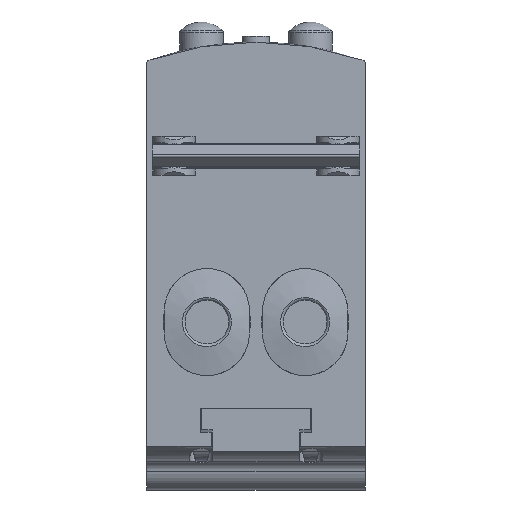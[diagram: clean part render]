
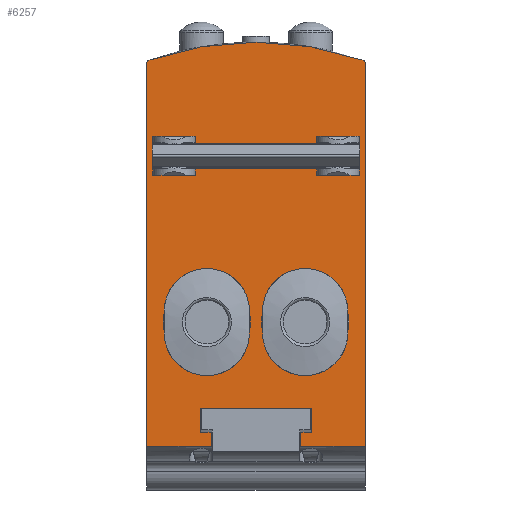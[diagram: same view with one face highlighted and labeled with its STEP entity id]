
A CAD part, front view. The second image highlights one B-rep face of the part: STEP entity #6257.
In plain terms, the highlighted planar face has unit normal (0, -1, 0).
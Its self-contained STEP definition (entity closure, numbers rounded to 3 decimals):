
#71=PLANE('',#6604);
#293=LINE('',#8472,#750);
#294=LINE('',#8512,#751);
#295=LINE('',#8517,#752);
#296=LINE('',#8525,#753);
#298=LINE('',#8564,#755);
#300=LINE('',#8567,#757);
#301=LINE('',#8576,#758);
#302=LINE('',#8616,#759);
#303=LINE('',#8621,#760);
#304=LINE('',#8629,#761);
#306=LINE('',#8668,#763);
#308=LINE('',#8671,#765);
#336=LINE('',#8855,#793);
#344=LINE('',#8871,#801);
#347=LINE('',#8877,#804);
#348=LINE('',#8878,#805);
#349=LINE('',#8879,#806);
#350=LINE('',#8880,#807);
#351=LINE('',#8881,#808);
#352=LINE('',#8884,#809);
#353=LINE('',#8889,#810);
#354=LINE('',#8891,#811);
#355=LINE('',#8893,#812);
#356=LINE('',#8895,#813);
#357=LINE('',#8897,#814);
#358=LINE('',#8898,#815);
#359=LINE('',#8899,#816);
#360=LINE('',#8901,#817);
#361=LINE('',#8903,#818);
#750=VECTOR('',#7038,1000.);
#751=VECTOR('',#7047,1000.);
#752=VECTOR('',#7052,1000.);
#753=VECTOR('',#7059,1000.);
#755=VECTOR('',#7069,1000.);
#757=VECTOR('',#7073,1000.);
#758=VECTOR('',#7082,1000.);
#759=VECTOR('',#7091,1000.);
#760=VECTOR('',#7096,1000.);
#761=VECTOR('',#7103,1000.);
#763=VECTOR('',#7113,1000.);
#765=VECTOR('',#7117,1000.);
#793=VECTOR('',#7201,1000.);
#801=VECTOR('',#7209,1000.);
#804=VECTOR('',#7214,1000.);
#805=VECTOR('',#7215,1000.);
#806=VECTOR('',#7216,1000.);
#807=VECTOR('',#7217,1000.);
#808=VECTOR('',#7218,1000.);
#809=VECTOR('',#7219,1000.);
#810=VECTOR('',#7224,1000.);
#811=VECTOR('',#7225,1000.);
#812=VECTOR('',#7226,1000.);
#813=VECTOR('',#7227,1000.);
#814=VECTOR('',#7228,1000.);
#815=VECTOR('',#7229,1000.);
#816=VECTOR('',#7230,1000.);
#817=VECTOR('',#7231,1000.);
#818=VECTOR('',#7232,1000.);
#1364=ORIENTED_EDGE('',*,*,#2648,.F.);
#1365=ORIENTED_EDGE('',*,*,#2678,.F.);
#1366=ORIENTED_EDGE('',*,*,#2659,.F.);
#1367=ORIENTED_EDGE('',*,*,#2778,.F.);
#1368=ORIENTED_EDGE('',*,*,#2682,.F.);
#1369=ORIENTED_EDGE('',*,*,#2712,.F.);
#1370=ORIENTED_EDGE('',*,*,#2693,.F.);
#1371=ORIENTED_EDGE('',*,*,#2779,.F.);
#1372=ORIENTED_EDGE('',*,*,#2661,.F.);
#1373=ORIENTED_EDGE('',*,*,#2780,.T.);
#1374=ORIENTED_EDGE('',*,*,#2665,.F.);
#1375=ORIENTED_EDGE('',*,*,#2676,.T.);
#1376=ORIENTED_EDGE('',*,*,#2695,.F.);
#1377=ORIENTED_EDGE('',*,*,#2781,.T.);
#1378=ORIENTED_EDGE('',*,*,#2699,.F.);
#1379=ORIENTED_EDGE('',*,*,#2710,.T.);
#1380=ORIENTED_EDGE('',*,*,#2782,.F.);
#1381=ORIENTED_EDGE('',*,*,#2783,.F.);
#1382=ORIENTED_EDGE('',*,*,#2784,.F.);
#1383=ORIENTED_EDGE('',*,*,#2716,.F.);
#1384=ORIENTED_EDGE('',*,*,#2785,.F.);
#1385=ORIENTED_EDGE('',*,*,#2786,.T.);
#1386=ORIENTED_EDGE('',*,*,#2787,.F.);
#1387=ORIENTED_EDGE('',*,*,#2788,.T.);
#1388=ORIENTED_EDGE('',*,*,#2789,.T.);
#1389=ORIENTED_EDGE('',*,*,#2790,.T.);
#1390=ORIENTED_EDGE('',*,*,#2767,.T.);
#1391=ORIENTED_EDGE('',*,*,#2791,.T.);
#1392=ORIENTED_EDGE('',*,*,#2775,.T.);
#1393=ORIENTED_EDGE('',*,*,#2792,.T.);
#1394=ORIENTED_EDGE('',*,*,#2793,.T.);
#1395=ORIENTED_EDGE('',*,*,#2794,.T.);
#1396=ORIENTED_EDGE('',*,*,#2795,.F.);
#1397=ORIENTED_EDGE('',*,*,#2796,.F.);
#2648=EDGE_CURVE('',#3361,#3362,#293,.F.);
#2659=EDGE_CURVE('',#3372,#3358,#294,.T.);
#2661=EDGE_CURVE('',#3373,#3375,#295,.F.);
#2665=EDGE_CURVE('',#3378,#3379,#296,.T.);
#2676=EDGE_CURVE('',#3378,#3375,#298,.T.);
#2678=EDGE_CURVE('',#3358,#3361,#300,.T.);
#2682=EDGE_CURVE('',#3391,#3392,#301,.F.);
#2693=EDGE_CURVE('',#3402,#3388,#302,.T.);
#2695=EDGE_CURVE('',#3403,#3405,#303,.F.);
#2699=EDGE_CURVE('',#3408,#3409,#304,.T.);
#2710=EDGE_CURVE('',#3408,#3405,#306,.T.);
#2712=EDGE_CURVE('',#3388,#3391,#308,.T.);
#2716=EDGE_CURVE('',#3421,#3422,#3880,.T.);
#2767=EDGE_CURVE('',#3469,#3468,#336,.T.);
#2775=EDGE_CURVE('',#3477,#3476,#344,.T.);
#2778=EDGE_CURVE('',#3362,#3372,#347,.T.);
#2779=EDGE_CURVE('',#3392,#3402,#348,.T.);
#2780=EDGE_CURVE('',#3373,#3379,#349,.T.);
#2781=EDGE_CURVE('',#3403,#3409,#350,.T.);
#2782=EDGE_CURVE('',#3479,#3480,#351,.T.);
#2783=EDGE_CURVE('',#3481,#3479,#352,.T.);
#2784=EDGE_CURVE('',#3422,#3481,#3894,.T.);
#2785=EDGE_CURVE('',#3482,#3421,#3895,.T.);
#2786=EDGE_CURVE('',#3482,#3483,#353,.T.);
#2787=EDGE_CURVE('',#3484,#3483,#354,.T.);
#2788=EDGE_CURVE('',#3484,#3485,#355,.T.);
#2789=EDGE_CURVE('',#3485,#3486,#356,.T.);
#2790=EDGE_CURVE('',#3486,#3469,#357,.T.);
#2791=EDGE_CURVE('',#3468,#3477,#358,.T.);
#2792=EDGE_CURVE('',#3476,#3487,#359,.T.);
#2793=EDGE_CURVE('',#3487,#3488,#360,.T.);
#2794=EDGE_CURVE('',#3488,#3480,#361,.T.);
#2795=EDGE_CURVE('',#3489,#3489,#3896,.F.);
#2796=EDGE_CURVE('',#3490,#3490,#3897,.F.);
#3358=VERTEX_POINT('',#8466);
#3361=VERTEX_POINT('',#8471);
#3362=VERTEX_POINT('',#8473);
#3372=VERTEX_POINT('',#8511);
#3373=VERTEX_POINT('',#8515);
#3375=VERTEX_POINT('',#8518);
#3378=VERTEX_POINT('',#8524);
#3379=VERTEX_POINT('',#8526);
#3388=VERTEX_POINT('',#8570);
#3391=VERTEX_POINT('',#8575);
#3392=VERTEX_POINT('',#8577);
#3402=VERTEX_POINT('',#8615);
#3403=VERTEX_POINT('',#8619);
#3405=VERTEX_POINT('',#8622);
#3408=VERTEX_POINT('',#8628);
#3409=VERTEX_POINT('',#8630);
#3421=VERTEX_POINT('',#8691);
#3422=VERTEX_POINT('',#8692);
#3468=VERTEX_POINT('',#8854);
#3469=VERTEX_POINT('',#8856);
#3476=VERTEX_POINT('',#8870);
#3477=VERTEX_POINT('',#8872);
#3479=VERTEX_POINT('',#8882);
#3480=VERTEX_POINT('',#8883);
#3481=VERTEX_POINT('',#8885);
#3482=VERTEX_POINT('',#8888);
#3483=VERTEX_POINT('',#8890);
#3484=VERTEX_POINT('',#8892);
#3485=VERTEX_POINT('',#8894);
#3486=VERTEX_POINT('',#8896);
#3487=VERTEX_POINT('',#8900);
#3488=VERTEX_POINT('',#8902);
#3489=VERTEX_POINT('',#8905);
#3490=VERTEX_POINT('',#8907);
#3880=CIRCLE('',#6580,30.);
#3894=CIRCLE('',#6605,0.3);
#3895=CIRCLE('',#6606,0.3);
#3896=CIRCLE('',#6607,4.);
#3897=CIRCLE('',#6608,4.);
#4069=EDGE_LOOP('',(#1364,#1365,#1366,#1367));
#4070=EDGE_LOOP('',(#1368,#1369,#1370,#1371));
#4071=EDGE_LOOP('',(#1372,#1373,#1374,#1375));
#4072=EDGE_LOOP('',(#1376,#1377,#1378,#1379));
#4073=EDGE_LOOP('',(#1380,#1381,#1382,#1383,#1384,#1385,#1386,#1387,#1388,
#1389,#1390,#1391,#1392,#1393,#1394,#1395));
#4074=EDGE_LOOP('',(#1396));
#4075=EDGE_LOOP('',(#1397));
#4434=FACE_BOUND('',#4069,.T.);
#4435=FACE_BOUND('',#4070,.T.);
#4436=FACE_BOUND('',#4071,.T.);
#4437=FACE_BOUND('',#4072,.T.);
#4438=FACE_BOUND('',#4073,.T.);
#4439=FACE_BOUND('',#4074,.T.);
#4440=FACE_BOUND('',#4075,.T.);
#6257=ADVANCED_FACE('',(#4434,#4435,#4436,#4437,#4438,#4439,#4440),#71,
 .F.);
#6580=AXIS2_PLACEMENT_3D('',#8690,#7126,#7127);
#6604=AXIS2_PLACEMENT_3D('',#8876,#7212,#7213);
#6605=AXIS2_PLACEMENT_3D('',#8886,#7220,#7221);
#6606=AXIS2_PLACEMENT_3D('',#8887,#7222,#7223);
#6607=AXIS2_PLACEMENT_3D('',#8904,#7233,#7234);
#6608=AXIS2_PLACEMENT_3D('',#8906,#7235,#7236);
#7038=DIRECTION('',(0.,0.,-1.));
#7047=DIRECTION('',(0.,0.,-1.));
#7052=DIRECTION('',(0.,0.,-1.));
#7059=DIRECTION('',(0.,0.,-1.));
#7069=DIRECTION('',(1.,0.,0.));
#7073=DIRECTION('',(1.,0.,0.));
#7082=DIRECTION('',(0.,0.,-1.));
#7091=DIRECTION('',(0.,0.,-1.));
#7096=DIRECTION('',(0.,0.,-1.));
#7103=DIRECTION('',(0.,0.,-1.));
#7113=DIRECTION('',(1.,0.,0.));
#7117=DIRECTION('',(1.,0.,0.));
#7126=DIRECTION('',(0.,1.,0.));
#7127=DIRECTION('',(1.,0.,0.));
#7201=DIRECTION('',(1.,0.,0.));
#7209=DIRECTION('',(1.,0.,0.));
#7212=DIRECTION('',(0.,1.,0.));
#7213=DIRECTION('',(0.,0.,1.));
#7214=DIRECTION('',(-1.,0.,0.));
#7215=DIRECTION('',(-1.,0.,0.));
#7216=DIRECTION('',(-1.,0.,0.));
#7217=DIRECTION('',(-1.,0.,0.));
#7218=DIRECTION('',(-1.,0.,0.));
#7219=DIRECTION('',(0.,0.,-1.));
#7220=DIRECTION('',(0.,1.,0.));
#7221=DIRECTION('',(1.,0.,0.));
#7222=DIRECTION('',(0.,1.,0.));
#7223=DIRECTION('',(1.,0.,0.));
#7224=DIRECTION('',(0.,0.,-1.));
#7225=DIRECTION('',(-1.,0.,0.));
#7226=DIRECTION('',(0.,0.,1.));
#7227=DIRECTION('',(-1.,0.,0.));
#7228=DIRECTION('',(0.,0.,1.));
#7229=DIRECTION('',(1.,0.,0.));
#7230=DIRECTION('',(0.,0.,-1.));
#7231=DIRECTION('',(-1.,0.,0.));
#7232=DIRECTION('',(0.,0.,-1.));
#7233=DIRECTION('',(0.,1.,0.));
#7234=DIRECTION('',(0.,0.,1.));
#7235=DIRECTION('',(0.,1.,0.));
#7236=DIRECTION('',(0.,0.,1.));
#8466=CARTESIAN_POINT('',(5.564,0.,24.8));
#8471=CARTESIAN_POINT('',(9.436,0.,24.8));
#8472=CARTESIAN_POINT('',(9.436,0.,28.4));
#8473=CARTESIAN_POINT('',(9.436,0.,25.4));
#8511=CARTESIAN_POINT('',(5.564,0.,25.4));
#8512=CARTESIAN_POINT('',(5.564,0.,28.4));
#8515=CARTESIAN_POINT('',(9.436,0.,27.8));
#8517=CARTESIAN_POINT('',(9.436,0.,28.4));
#8518=CARTESIAN_POINT('',(9.436,0.,28.4));
#8524=CARTESIAN_POINT('',(5.564,0.,28.4));
#8525=CARTESIAN_POINT('',(5.564,0.,28.4));
#8526=CARTESIAN_POINT('',(5.564,0.,27.8));
#8564=CARTESIAN_POINT('',(10.,0.,28.4));
#8567=CARTESIAN_POINT('',(10.,0.,24.8));
#8570=CARTESIAN_POINT('',(-9.436,0.,24.8));
#8575=CARTESIAN_POINT('',(-5.564,0.,24.8));
#8576=CARTESIAN_POINT('',(-5.564,0.,28.4));
#8577=CARTESIAN_POINT('',(-5.564,0.,25.4));
#8615=CARTESIAN_POINT('',(-9.436,0.,25.4));
#8616=CARTESIAN_POINT('',(-9.436,0.,28.4));
#8619=CARTESIAN_POINT('',(-5.564,0.,27.8));
#8621=CARTESIAN_POINT('',(-5.564,0.,28.4));
#8622=CARTESIAN_POINT('',(-5.564,0.,28.4));
#8628=CARTESIAN_POINT('',(-9.436,0.,28.4));
#8629=CARTESIAN_POINT('',(-9.436,0.,28.4));
#8630=CARTESIAN_POINT('',(-9.436,0.,27.8));
#8668=CARTESIAN_POINT('',(10.,0.,28.4));
#8671=CARTESIAN_POINT('',(10.,0.,24.8));
#8690=CARTESIAN_POINT('',(0.,0.,7.));
#8691=CARTESIAN_POINT('',(-9.798,0.,35.355));
#8692=CARTESIAN_POINT('',(9.798,0.,35.355));
#8854=CARTESIAN_POINT('',(-5.,0.,3.5));
#8855=CARTESIAN_POINT('',(-5.1,0.,3.5));
#8856=CARTESIAN_POINT('',(-5.1,0.,3.5));
#8870=CARTESIAN_POINT('',(5.1,0.,3.5));
#8871=CARTESIAN_POINT('',(-5.1,0.,3.5));
#8872=CARTESIAN_POINT('',(5.,0.,3.5));
#8876=CARTESIAN_POINT('',(10.,0.,34.5));
#8877=CARTESIAN_POINT('',(10.,0.,25.4));
#8878=CARTESIAN_POINT('',(10.,0.,25.4));
#8879=CARTESIAN_POINT('',(10.,0.,27.8));
#8880=CARTESIAN_POINT('',(10.,0.,27.8));
#8881=CARTESIAN_POINT('',(10.,0.,0.));
#8882=CARTESIAN_POINT('',(10.,0.,0.));
#8883=CARTESIAN_POINT('',(4.1,0.,0.));
#8884=CARTESIAN_POINT('',(10.,0.,34.5));
#8885=CARTESIAN_POINT('',(10.,0.,35.071));
#8886=CARTESIAN_POINT('',(9.7,0.,35.071));
#8887=CARTESIAN_POINT('',(-9.7,0.,35.071));
#8888=CARTESIAN_POINT('',(-10.,0.,35.071));
#8889=CARTESIAN_POINT('',(-10.,0.,34.5));
#8890=CARTESIAN_POINT('',(-10.,0.,0.));
#8891=CARTESIAN_POINT('',(10.,0.,0.));
#8892=CARTESIAN_POINT('',(-4.1,0.,0.));
#8893=CARTESIAN_POINT('',(-4.1,0.,0.));
#8894=CARTESIAN_POINT('',(-4.1,0.,1.3));
#8895=CARTESIAN_POINT('',(-4.1,0.,1.3));
#8896=CARTESIAN_POINT('',(-5.1,0.,1.3));
#8897=CARTESIAN_POINT('',(-5.1,0.,1.3));
#8898=CARTESIAN_POINT('',(-5.1,0.,3.5));
#8899=CARTESIAN_POINT('',(5.1,0.,3.5));
#8900=CARTESIAN_POINT('',(5.1,0.,1.3));
#8901=CARTESIAN_POINT('',(5.1,0.,1.3));
#8902=CARTESIAN_POINT('',(4.1,0.,1.3));
#8903=CARTESIAN_POINT('',(4.1,0.,1.3));
#8904=CARTESIAN_POINT('',(-4.5,0.,11.375));
#8905=CARTESIAN_POINT('',(-4.5,0.,15.375));
#8906=CARTESIAN_POINT('',(4.5,0.,11.375));
#8907=CARTESIAN_POINT('',(4.5,0.,15.375));
